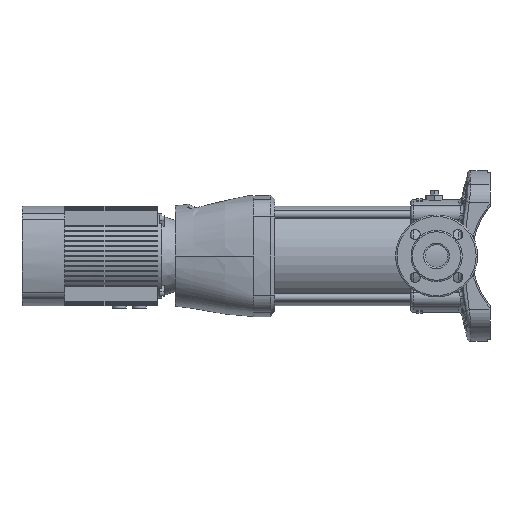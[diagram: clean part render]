
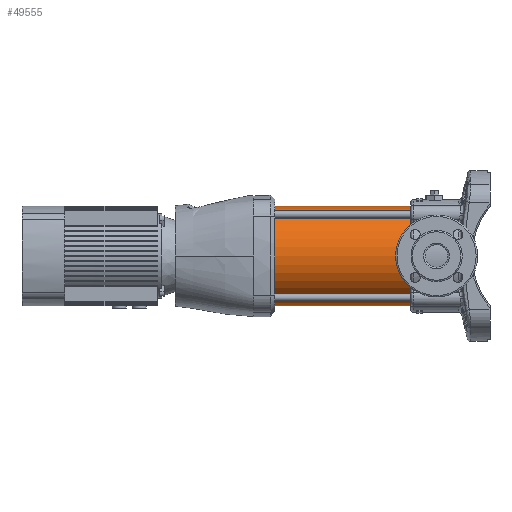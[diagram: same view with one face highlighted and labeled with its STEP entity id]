
A CAD part, left-side view. The second image highlights one B-rep face of the part: STEP entity #49555.
In plain terms, the highlighted cylindrical face has radius 70 mm (diameter 140 mm), a partial arc.
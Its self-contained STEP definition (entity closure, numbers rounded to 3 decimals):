
#3924 = CARTESIAN_POINT ( 'NONE',  ( 0., 111., 0. ) ) ;
#4323 = AXIS2_PLACEMENT_3D ( 'NONE', #3924, #46258, #56346 ) ;
#8255 = DIRECTION ( 'NONE',  ( 0., -1., 0. ) ) ;
#12769 = CYLINDRICAL_SURFACE ( 'NONE', #14783, 70. ) ;
#12987 = VERTEX_POINT ( 'NONE', #15950 ) ;
#13113 = CARTESIAN_POINT ( 'NONE',  ( 0., 302., -70. ) ) ;
#13794 = DIRECTION ( 'NONE',  ( 0., 0., -1. ) ) ;
#14783 = AXIS2_PLACEMENT_3D ( 'NONE', #65535, #8255, #13794 ) ;
#15950 = CARTESIAN_POINT ( 'NONE',  ( 0., 302., 70. ) ) ;
#18749 = CARTESIAN_POINT ( 'NONE',  ( 0., 302., -70. ) ) ;
#19490 = VERTEX_POINT ( 'NONE', #27138 ) ;
#20869 = ORIENTED_EDGE ( 'NONE', *, *, #30134, .F. ) ;
#21057 = LINE ( 'NONE', #63036, #37476 ) ;
#22583 = VECTOR ( 'NONE', #62028, 1000. ) ;
#24567 = LINE ( 'NONE', #13113, #22583 ) ;
#26427 = EDGE_CURVE ( 'NONE', #29029, #40960, #24567, .T. ) ;
#27138 = CARTESIAN_POINT ( 'NONE',  ( 0., 111., 70. ) ) ;
#29029 = VERTEX_POINT ( 'NONE', #18749 ) ;
#29992 = ORIENTED_EDGE ( 'NONE', *, *, #52782, .F. ) ;
#30134 = EDGE_CURVE ( 'NONE', #12987, #19490, #21057, .T. ) ;
#31286 = CARTESIAN_POINT ( 'NONE',  ( 0., 111., -70. ) ) ;
#32631 = DIRECTION ( 'NONE',  ( 0., 0., 1. ) ) ;
#34077 = EDGE_CURVE ( 'NONE', #40960, #19490, #65309, .T. ) ;
#37130 = CARTESIAN_POINT ( 'NONE',  ( 0., 302., 0. ) ) ;
#37476 = VECTOR ( 'NONE', #58503, 1000. ) ;
#40960 = VERTEX_POINT ( 'NONE', #31286 ) ;
#41991 = DIRECTION ( 'NONE',  ( 0., 1., 0. ) ) ;
#45027 = FACE_OUTER_BOUND ( 'NONE', #50127, .T. ) ;
#46258 = DIRECTION ( 'NONE',  ( 0., 1., 0. ) ) ;
#49555 = ADVANCED_FACE ( 'NONE', ( #45027 ), #12769, .T. ) ;
#50127 = EDGE_LOOP ( 'NONE', ( #20869, #29992, #56384, #58430 ) ) ;
#52782 = EDGE_CURVE ( 'NONE', #29029, #12987, #64921, .T. ) ;
#56346 = DIRECTION ( 'NONE',  ( 0., 0., 1. ) ) ;
#56384 = ORIENTED_EDGE ( 'NONE', *, *, #26427, .T. ) ;
#58430 = ORIENTED_EDGE ( 'NONE', *, *, #34077, .T. ) ;
#58503 = DIRECTION ( 'NONE',  ( 0., -1., 0. ) ) ;
#62028 = DIRECTION ( 'NONE',  ( 0., -1., 0. ) ) ;
#62722 = AXIS2_PLACEMENT_3D ( 'NONE', #37130, #41991, #32631 ) ;
#63036 = CARTESIAN_POINT ( 'NONE',  ( 0., 302., 70. ) ) ;
#64921 = CIRCLE ( 'NONE', #62722, 70. ) ;
#65309 = CIRCLE ( 'NONE', #4323, 70. ) ;
#65535 = CARTESIAN_POINT ( 'NONE',  ( 0., 302., 0. ) ) ;
